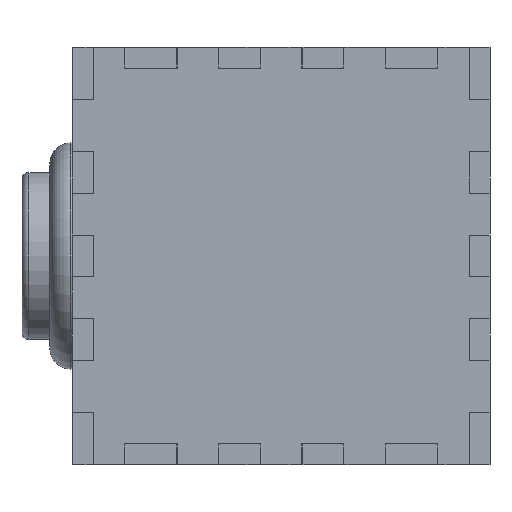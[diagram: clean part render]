
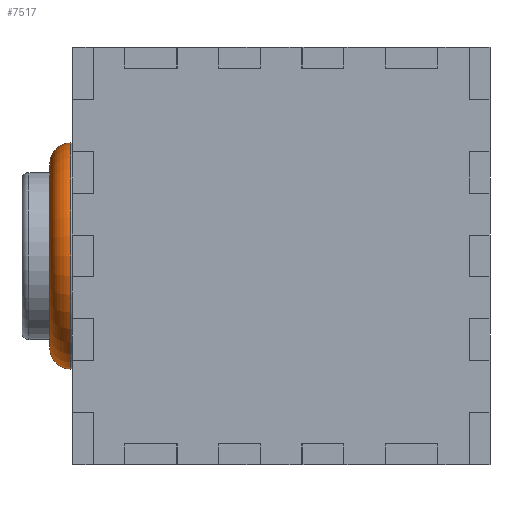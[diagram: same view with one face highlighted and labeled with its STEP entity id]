
A CAD part, left-side view. The second image highlights one B-rep face of the part: STEP entity #7517.
In plain terms, the highlighted toroidal (fillet/blend) face has major radius 13.25 mm and minor radius 3 mm.
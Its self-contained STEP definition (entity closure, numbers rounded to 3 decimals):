
#61=TOROIDAL_SURFACE('',#7921,13.25,3.);
#71=CIRCLE('',#7922,16.25);
#72=CIRCLE('',#7923,13.25);
#86=FACE_BOUND('',#514,.T.);
#122=FACE_OUTER_BOUND('',#513,.T.);
#513=EDGE_LOOP('',(#4998));
#514=EDGE_LOOP('',(#4999));
#3097=VERTEX_POINT('',#10347);
#3098=VERTEX_POINT('',#10349);
#3852=EDGE_CURVE('',#3097,#3097,#71,.T.);
#3853=EDGE_CURVE('',#3098,#3098,#72,.T.);
#4998=ORIENTED_EDGE('',*,*,#3852,.T.);
#4999=ORIENTED_EDGE('',*,*,#3853,.T.);
#7517=ADVANCED_FACE('',(#122,#86),#61,.T.);
#7921=AXIS2_PLACEMENT_3D('',#10346,#8425,#8426);
#7922=AXIS2_PLACEMENT_3D('',#10348,#8427,#8428);
#7923=AXIS2_PLACEMENT_3D('',#10350,#8429,#8430);
#8425=DIRECTION('center_axis',(0.,1.,0.));
#8426=DIRECTION('ref_axis',(0.,0.,1.));
#8427=DIRECTION('center_axis',(0.,1.,0.));
#8428=DIRECTION('ref_axis',(1.,0.,0.));
#8429=DIRECTION('center_axis',(0.,-1.,0.));
#8430=DIRECTION('ref_axis',(1.,0.,0.));
#10346=CARTESIAN_POINT('Origin',(0.,30.25,0.));
#10347=CARTESIAN_POINT('',(-16.25,30.25,0.));
#10348=CARTESIAN_POINT('Origin',(0.,30.25,0.));
#10349=CARTESIAN_POINT('',(-13.25,33.25,0.));
#10350=CARTESIAN_POINT('Origin',(0.,33.25,0.));
